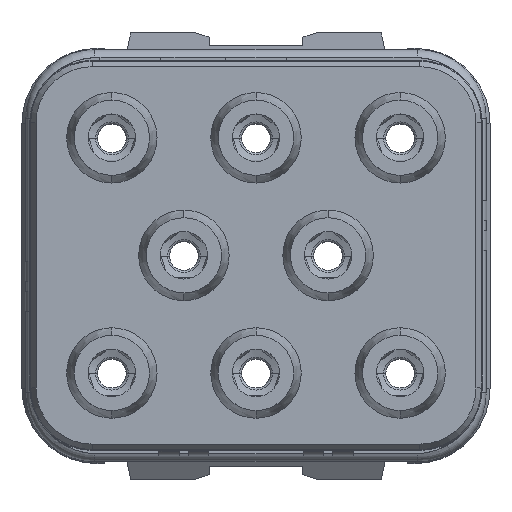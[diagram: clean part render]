
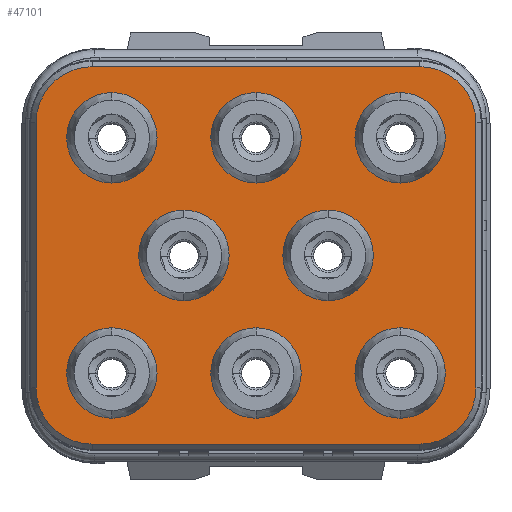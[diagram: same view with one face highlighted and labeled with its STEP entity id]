
A CAD part, top view. The second image highlights one B-rep face of the part: STEP entity #47101.
In plain terms, the highlighted planar face has unit normal (0, 0, 1).
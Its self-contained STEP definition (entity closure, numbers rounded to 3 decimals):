
#683=CARTESIAN_POINT('',(-5.25,-4.25,4.155));
#684=DIRECTION('',(0.,0.,1.));
#685=DIRECTION('',(-1.,0.,0.));
#686=AXIS2_PLACEMENT_3D('',#683,#684,#685);
#688=DIRECTION('',(0.,-1.,0.));
#689=VECTOR('',#688,8.5);
#690=CARTESIAN_POINT('',(-7.05,4.25,4.155));
#691=LINE('',#690,#689);
#692=CARTESIAN_POINT('',(-5.25,4.25,4.155));
#693=DIRECTION('',(0.,0.,1.));
#694=DIRECTION('',(0.,1.,0.));
#695=AXIS2_PLACEMENT_3D('',#692,#693,#694);
#697=DIRECTION('',(-1.,0.,0.));
#698=VECTOR('',#697,10.5);
#699=CARTESIAN_POINT('',(5.25,6.05,4.155));
#700=LINE('',#699,#698);
#701=CARTESIAN_POINT('',(5.25,4.25,4.155));
#702=DIRECTION('',(0.,0.,1.));
#703=DIRECTION('',(1.,0.,0.));
#704=AXIS2_PLACEMENT_3D('',#701,#702,#703);
#706=DIRECTION('',(0.,1.,0.));
#707=VECTOR('',#706,8.5);
#708=CARTESIAN_POINT('',(7.05,-4.25,4.155));
#709=LINE('',#708,#707);
#710=CARTESIAN_POINT('',(5.25,-4.25,4.155));
#711=DIRECTION('',(0.,0.,1.));
#712=DIRECTION('',(0.,-1.,0.));
#713=AXIS2_PLACEMENT_3D('',#710,#711,#712);
#715=DIRECTION('',(1.,0.,0.));
#716=VECTOR('',#715,10.5);
#717=CARTESIAN_POINT('',(-5.25,-6.05,4.155));
#718=LINE('',#717,#716);
#719=CARTESIAN_POINT('',(-2.31,0.,4.155));
#720=DIRECTION('',(0.,0.,-1.));
#721=DIRECTION('',(0.,1.,0.));
#722=AXIS2_PLACEMENT_3D('',#719,#720,#721);
#724=CARTESIAN_POINT('',(-2.31,0.,4.155));
#725=DIRECTION('',(0.,0.,-1.));
#726=DIRECTION('',(0.,-1.,0.));
#727=AXIS2_PLACEMENT_3D('',#724,#725,#726);
#729=CARTESIAN_POINT('',(2.31,0.,4.155));
#730=DIRECTION('',(0.,0.,-1.));
#731=DIRECTION('',(0.,1.,0.));
#732=AXIS2_PLACEMENT_3D('',#729,#730,#731);
#734=CARTESIAN_POINT('',(2.31,0.,4.155));
#735=DIRECTION('',(0.,0.,-1.));
#736=DIRECTION('',(0.,-1.,0.));
#737=AXIS2_PLACEMENT_3D('',#734,#735,#736);
#739=CARTESIAN_POINT('',(-4.62,-3.77,4.155));
#740=DIRECTION('',(0.,0.,-1.));
#741=DIRECTION('',(0.,1.,0.));
#742=AXIS2_PLACEMENT_3D('',#739,#740,#741);
#744=CARTESIAN_POINT('',(-4.62,-3.77,4.155));
#745=DIRECTION('',(0.,0.,-1.));
#746=DIRECTION('',(0.,-1.,0.));
#747=AXIS2_PLACEMENT_3D('',#744,#745,#746);
#749=CARTESIAN_POINT('',(-4.62,3.77,4.155));
#750=DIRECTION('',(0.,0.,-1.));
#751=DIRECTION('',(0.,1.,0.));
#752=AXIS2_PLACEMENT_3D('',#749,#750,#751);
#754=CARTESIAN_POINT('',(-4.62,3.77,4.155));
#755=DIRECTION('',(0.,0.,-1.));
#756=DIRECTION('',(0.,-1.,0.));
#757=AXIS2_PLACEMENT_3D('',#754,#755,#756);
#759=CARTESIAN_POINT('',(0.,-3.77,4.155));
#760=DIRECTION('',(0.,0.,-1.));
#761=DIRECTION('',(0.,1.,0.));
#762=AXIS2_PLACEMENT_3D('',#759,#760,#761);
#764=CARTESIAN_POINT('',(0.,-3.77,4.155));
#765=DIRECTION('',(0.,0.,-1.));
#766=DIRECTION('',(0.,-1.,0.));
#767=AXIS2_PLACEMENT_3D('',#764,#765,#766);
#769=CARTESIAN_POINT('',(0.,3.77,4.155));
#770=DIRECTION('',(0.,0.,-1.));
#771=DIRECTION('',(0.,1.,0.));
#772=AXIS2_PLACEMENT_3D('',#769,#770,#771);
#774=CARTESIAN_POINT('',(0.,3.77,4.155));
#775=DIRECTION('',(0.,0.,-1.));
#776=DIRECTION('',(0.,-1.,0.));
#777=AXIS2_PLACEMENT_3D('',#774,#775,#776);
#779=CARTESIAN_POINT('',(4.62,-3.77,4.155));
#780=DIRECTION('',(0.,0.,-1.));
#781=DIRECTION('',(0.,1.,0.));
#782=AXIS2_PLACEMENT_3D('',#779,#780,#781);
#784=CARTESIAN_POINT('',(4.62,-3.77,4.155));
#785=DIRECTION('',(0.,0.,-1.));
#786=DIRECTION('',(0.,-1.,0.));
#787=AXIS2_PLACEMENT_3D('',#784,#785,#786);
#789=CARTESIAN_POINT('',(4.62,3.77,4.155));
#790=DIRECTION('',(0.,0.,-1.));
#791=DIRECTION('',(0.,1.,0.));
#792=AXIS2_PLACEMENT_3D('',#789,#790,#791);
#794=CARTESIAN_POINT('',(4.62,3.77,4.155));
#795=DIRECTION('',(0.,0.,-1.));
#796=DIRECTION('',(0.,-1.,0.));
#797=AXIS2_PLACEMENT_3D('',#794,#795,#796);
#39464=CARTESIAN_POINT('',(4.62,5.22,4.155));
#39465=CARTESIAN_POINT('',(4.62,2.32,4.155));
#39466=VERTEX_POINT('',#39464);
#39467=VERTEX_POINT('',#39465);
#39480=CARTESIAN_POINT('',(2.31,1.45,4.155));
#39481=CARTESIAN_POINT('',(2.31,-1.45,4.155));
#39482=VERTEX_POINT('',#39480);
#39483=VERTEX_POINT('',#39481);
#39496=CARTESIAN_POINT('',(4.62,-2.32,4.155));
#39497=CARTESIAN_POINT('',(4.62,-5.22,4.155));
#39498=VERTEX_POINT('',#39496);
#39499=VERTEX_POINT('',#39497);
#39512=CARTESIAN_POINT('',(0.,5.22,4.155));
#39513=CARTESIAN_POINT('',(0.,2.32,4.155));
#39514=VERTEX_POINT('',#39512);
#39515=VERTEX_POINT('',#39513);
#39528=CARTESIAN_POINT('',(0.,-2.32,4.155));
#39529=CARTESIAN_POINT('',(0.,-5.22,4.155));
#39530=VERTEX_POINT('',#39528);
#39531=VERTEX_POINT('',#39529);
#39544=CARTESIAN_POINT('',(-4.62,5.22,4.155));
#39545=CARTESIAN_POINT('',(-4.62,2.32,4.155));
#39546=VERTEX_POINT('',#39544);
#39547=VERTEX_POINT('',#39545);
#39560=CARTESIAN_POINT('',(-4.62,-2.32,4.155));
#39561=CARTESIAN_POINT('',(-4.62,-5.22,4.155));
#39562=VERTEX_POINT('',#39560);
#39563=VERTEX_POINT('',#39561);
#39576=CARTESIAN_POINT('',(-2.31,1.45,4.155));
#39577=CARTESIAN_POINT('',(-2.31,-1.45,4.155));
#39578=VERTEX_POINT('',#39576);
#39579=VERTEX_POINT('',#39577);
#40380=CARTESIAN_POINT('',(-7.05,-4.25,4.155));
#40381=CARTESIAN_POINT('',(-5.25,-6.05,4.155));
#40382=VERTEX_POINT('',#40380);
#40383=VERTEX_POINT('',#40381);
#40384=CARTESIAN_POINT('',(5.25,-6.05,4.155));
#40385=VERTEX_POINT('',#40384);
#40386=CARTESIAN_POINT('',(7.05,-4.25,4.155));
#40387=VERTEX_POINT('',#40386);
#40388=CARTESIAN_POINT('',(7.05,4.25,4.155));
#40389=VERTEX_POINT('',#40388);
#40390=CARTESIAN_POINT('',(5.25,6.05,4.155));
#40391=VERTEX_POINT('',#40390);
#40392=CARTESIAN_POINT('',(-5.25,6.05,4.155));
#40393=VERTEX_POINT('',#40392);
#40394=CARTESIAN_POINT('',(-7.05,4.25,4.155));
#40395=VERTEX_POINT('',#40394);
#47038=CARTESIAN_POINT('',(0.,0.,4.155));
#47039=DIRECTION('',(0.,0.,1.));
#47040=DIRECTION('',(1.,0.,0.));
#47041=AXIS2_PLACEMENT_3D('',#47038,#47039,#47040);
#47042=PLANE('',#47041);
#47043=ORIENTED_EDGE('',*,*,#46902,.F.);
#47044=ORIENTED_EDGE('',*,*,#46920,.F.);
#47045=ORIENTED_EDGE('',*,*,#46972,.F.);
#47046=ORIENTED_EDGE('',*,*,#46986,.F.);
#47047=ORIENTED_EDGE('',*,*,#47001,.F.);
#47048=ORIENTED_EDGE('',*,*,#47016,.F.);
#47049=ORIENTED_EDGE('',*,*,#47030,.F.);
#47050=ORIENTED_EDGE('',*,*,#46887,.F.);
#47051=EDGE_LOOP('',(#47043,#47044,#47045,#47046,#47047,#47048,#47049,#47050));
#47052=FACE_OUTER_BOUND('',#47051,.F.);
#47054=ORIENTED_EDGE('',*,*,#47053,.F.);
#47056=ORIENTED_EDGE('',*,*,#47055,.F.);
#47057=EDGE_LOOP('',(#47054,#47056));
#47058=FACE_BOUND('',#47057,.F.);
#47060=ORIENTED_EDGE('',*,*,#47059,.F.);
#47062=ORIENTED_EDGE('',*,*,#47061,.F.);
#47063=EDGE_LOOP('',(#47060,#47062));
#47064=FACE_BOUND('',#47063,.F.);
#47066=ORIENTED_EDGE('',*,*,#47065,.F.);
#47068=ORIENTED_EDGE('',*,*,#47067,.F.);
#47069=EDGE_LOOP('',(#47066,#47068));
#47070=FACE_BOUND('',#47069,.F.);
#47072=ORIENTED_EDGE('',*,*,#47071,.F.);
#47074=ORIENTED_EDGE('',*,*,#47073,.F.);
#47075=EDGE_LOOP('',(#47072,#47074));
#47076=FACE_BOUND('',#47075,.F.);
#47078=ORIENTED_EDGE('',*,*,#47077,.F.);
#47080=ORIENTED_EDGE('',*,*,#47079,.F.);
#47081=EDGE_LOOP('',(#47078,#47080));
#47082=FACE_BOUND('',#47081,.F.);
#47084=ORIENTED_EDGE('',*,*,#47083,.F.);
#47086=ORIENTED_EDGE('',*,*,#47085,.F.);
#47087=EDGE_LOOP('',(#47084,#47086));
#47088=FACE_BOUND('',#47087,.F.);
#47090=ORIENTED_EDGE('',*,*,#47089,.F.);
#47092=ORIENTED_EDGE('',*,*,#47091,.F.);
#47093=EDGE_LOOP('',(#47090,#47092));
#47094=FACE_BOUND('',#47093,.F.);
#47096=ORIENTED_EDGE('',*,*,#47095,.F.);
#47098=ORIENTED_EDGE('',*,*,#47097,.F.);
#47099=EDGE_LOOP('',(#47096,#47098));
#47100=FACE_BOUND('',#47099,.F.);
#47101=ADVANCED_FACE('',(#47052,#47058,#47064,#47070,#47076,#47082,#47088,
#47094,#47100),#47042,.T.);
#687=CIRCLE('',#686,1.8);
#696=CIRCLE('',#695,1.8);
#705=CIRCLE('',#704,1.8);
#714=CIRCLE('',#713,1.8);
#723=CIRCLE('',#722,1.45);
#728=CIRCLE('',#727,1.45);
#733=CIRCLE('',#732,1.45);
#738=CIRCLE('',#737,1.45);
#743=CIRCLE('',#742,1.45);
#748=CIRCLE('',#747,1.45);
#753=CIRCLE('',#752,1.45);
#758=CIRCLE('',#757,1.45);
#763=CIRCLE('',#762,1.45);
#768=CIRCLE('',#767,1.45);
#773=CIRCLE('',#772,1.45);
#778=CIRCLE('',#777,1.45);
#783=CIRCLE('',#782,1.45);
#788=CIRCLE('',#787,1.45);
#793=CIRCLE('',#792,1.45);
#798=CIRCLE('',#797,1.45);
#46887=EDGE_CURVE('',#40383,#40385,#718,.T.);
#46902=EDGE_CURVE('',#40382,#40383,#687,.T.);
#46920=EDGE_CURVE('',#40395,#40382,#691,.T.);
#46972=EDGE_CURVE('',#40393,#40395,#696,.T.);
#46986=EDGE_CURVE('',#40391,#40393,#700,.T.);
#47001=EDGE_CURVE('',#40389,#40391,#705,.T.);
#47016=EDGE_CURVE('',#40387,#40389,#709,.T.);
#47030=EDGE_CURVE('',#40385,#40387,#714,.T.);
#47053=EDGE_CURVE('',#39578,#39579,#723,.T.);
#47055=EDGE_CURVE('',#39579,#39578,#728,.T.);
#47059=EDGE_CURVE('',#39482,#39483,#733,.T.);
#47061=EDGE_CURVE('',#39483,#39482,#738,.T.);
#47065=EDGE_CURVE('',#39562,#39563,#743,.T.);
#47067=EDGE_CURVE('',#39563,#39562,#748,.T.);
#47071=EDGE_CURVE('',#39546,#39547,#753,.T.);
#47073=EDGE_CURVE('',#39547,#39546,#758,.T.);
#47077=EDGE_CURVE('',#39530,#39531,#763,.T.);
#47079=EDGE_CURVE('',#39531,#39530,#768,.T.);
#47083=EDGE_CURVE('',#39514,#39515,#773,.T.);
#47085=EDGE_CURVE('',#39515,#39514,#778,.T.);
#47089=EDGE_CURVE('',#39498,#39499,#783,.T.);
#47091=EDGE_CURVE('',#39499,#39498,#788,.T.);
#47095=EDGE_CURVE('',#39466,#39467,#793,.T.);
#47097=EDGE_CURVE('',#39467,#39466,#798,.T.);
